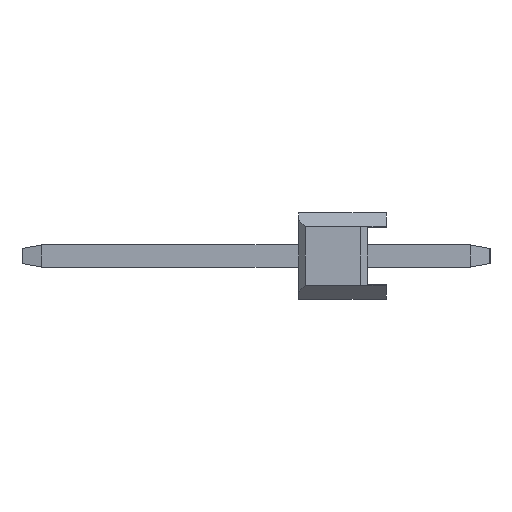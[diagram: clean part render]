
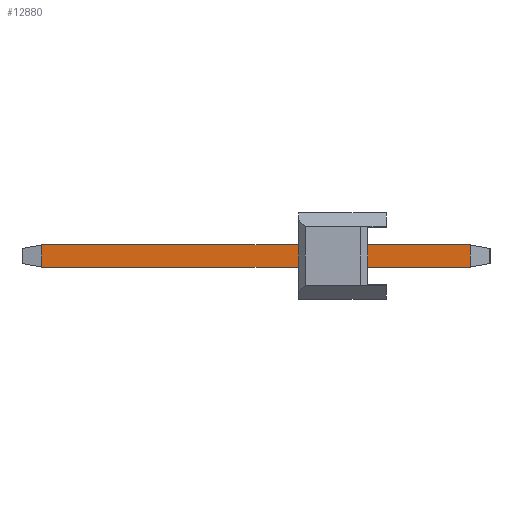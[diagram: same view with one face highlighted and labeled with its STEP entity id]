
A CAD part, left-side view. The second image highlights one B-rep face of the part: STEP entity #12880.
In plain terms, the highlighted planar face has unit normal (-1, 0, 0).
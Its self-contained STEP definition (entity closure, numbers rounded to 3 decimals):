
#416 = DIRECTION ( 'NONE',  ( 0., 0., -1. ) ) ;
#1123 = AXIS2_PLACEMENT_3D ( 'NONE', #9625, #17047, #416 ) ;
#1145 = VERTEX_POINT ( 'NONE', #12748 ) ;
#1266 = VERTEX_POINT ( 'NONE', #15151 ) ;
#2229 = VECTOR ( 'NONE', #10411, 1000. ) ;
#2239 = PLANE ( 'NONE',  #1123 ) ;
#3009 = CARTESIAN_POINT ( 'NONE',  ( -0.32, 9.973, -0.32 ) ) ;
#3779 = DIRECTION ( 'NONE',  ( 0., 0., 1. ) ) ;
#3944 = VECTOR ( 'NONE', #19780, 1000. ) ;
#4909 = LINE ( 'NONE', #12340, #3944 ) ;
#4960 = VERTEX_POINT ( 'NONE', #18742 ) ;
#7290 = ORIENTED_EDGE ( 'NONE', *, *, #18718, .T. ) ;
#8136 = ORIENTED_EDGE ( 'NONE', *, *, #23004, .F. ) ;
#8599 = LINE ( 'NONE', #16036, #23162 ) ;
#8945 = VECTOR ( 'NONE', #3779, 1000. ) ;
#9625 = CARTESIAN_POINT ( 'NONE',  ( -0.32, 10.54, 0.32 ) ) ;
#9739 = ORIENTED_EDGE ( 'NONE', *, *, #22589, .T. ) ;
#10411 = DIRECTION ( 'NONE',  ( 0., 0., -1. ) ) ;
#10893 = VERTEX_POINT ( 'NONE', #12154 ) ;
#11809 = ORIENTED_EDGE ( 'NONE', *, *, #16991, .T. ) ;
#12154 = CARTESIAN_POINT ( 'NONE',  ( -0.32, -2.433, 0.32 ) ) ;
#12340 = CARTESIAN_POINT ( 'NONE',  ( -0.32, 10.54, 0.32 ) ) ;
#12479 = EDGE_LOOP ( 'NONE', ( #7290, #9739, #8136, #11809 ) ) ;
#12748 = CARTESIAN_POINT ( 'NONE',  ( -0.32, -2.433, -0.32 ) ) ;
#12880 = ADVANCED_FACE ( 'NONE', ( #18899 ), #2239, .F. ) ;
#13015 = LINE ( 'NONE', #20473, #8945 ) ;
#15151 = CARTESIAN_POINT ( 'NONE',  ( -0.32, 9.973, -0.32 ) ) ;
#16036 = CARTESIAN_POINT ( 'NONE',  ( -0.32, 10.54, -0.32 ) ) ;
#16991 = EDGE_CURVE ( 'NONE', #4960, #1266, #19689, .T. ) ;
#17047 = DIRECTION ( 'NONE',  ( 1., 0., 0. ) ) ;
#18718 = EDGE_CURVE ( 'NONE', #1266, #1145, #8599, .T. ) ;
#18742 = CARTESIAN_POINT ( 'NONE',  ( -0.32, 9.973, 0.32 ) ) ;
#18899 = FACE_OUTER_BOUND ( 'NONE', #12479, .T. ) ;
#19689 = LINE ( 'NONE', #3009, #2229 ) ;
#19780 = DIRECTION ( 'NONE',  ( 0., -1., 0. ) ) ;
#20473 = CARTESIAN_POINT ( 'NONE',  ( -0.32, -2.433, 0.32 ) ) ;
#22589 = EDGE_CURVE ( 'NONE', #1145, #10893, #13015, .T. ) ;
#23004 = EDGE_CURVE ( 'NONE', #4960, #10893, #4909, .T. ) ;
#23162 = VECTOR ( 'NONE', #23499, 1000. ) ;
#23499 = DIRECTION ( 'NONE',  ( 0., -1., 0. ) ) ;
